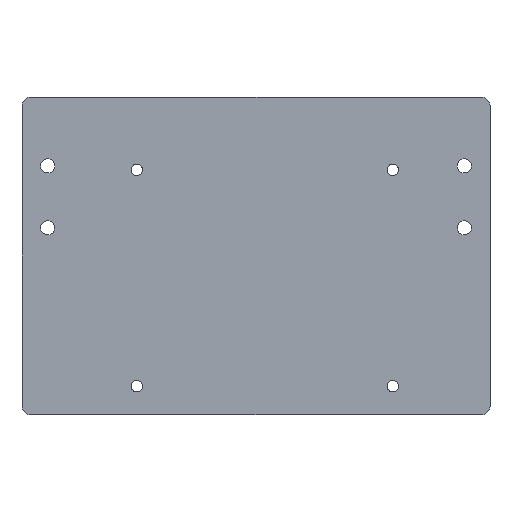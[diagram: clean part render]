
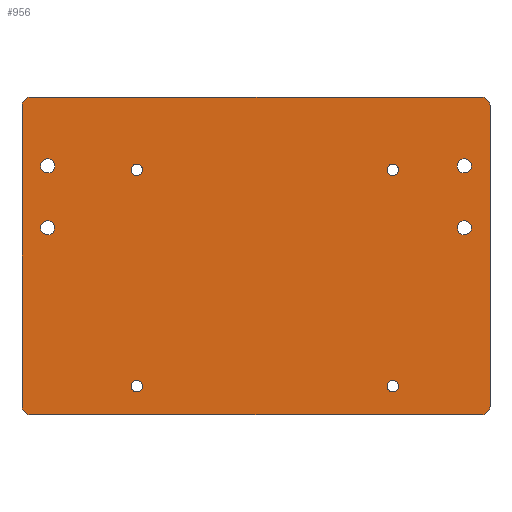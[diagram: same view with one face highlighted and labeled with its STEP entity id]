
A CAD part, front view. The second image highlights one B-rep face of the part: STEP entity #956.
In plain terms, the highlighted planar face has unit normal (0, -1, 0).
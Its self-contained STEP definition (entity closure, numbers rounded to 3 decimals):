
#16=FACE_BOUND('',#173,.T.);
#17=FACE_BOUND('',#174,.T.);
#18=FACE_BOUND('',#175,.T.);
#19=FACE_BOUND('',#176,.T.);
#20=FACE_BOUND('',#177,.T.);
#21=FACE_BOUND('',#178,.T.);
#22=FACE_BOUND('',#179,.T.);
#23=FACE_BOUND('',#180,.T.);
#59=CIRCLE('',#1035,2.);
#60=CIRCLE('',#1038,2.);
#61=CIRCLE('',#1039,2.);
#62=CIRCLE('',#1040,2.);
#63=CIRCLE('',#1041,1.6);
#64=CIRCLE('',#1042,1.6);
#65=CIRCLE('',#1043,1.6);
#66=CIRCLE('',#1044,1.6);
#67=CIRCLE('',#1045,1.3);
#68=CIRCLE('',#1046,1.3);
#69=CIRCLE('',#1047,1.3);
#70=CIRCLE('',#1048,1.3);
#120=FACE_OUTER_BOUND('',#172,.T.);
#172=EDGE_LOOP('',(#695,#696,#697,#698,#699,#700,#701,#702));
#173=EDGE_LOOP('',(#703));
#174=EDGE_LOOP('',(#704));
#175=EDGE_LOOP('',(#705));
#176=EDGE_LOOP('',(#706));
#177=EDGE_LOOP('',(#707));
#178=EDGE_LOOP('',(#708));
#179=EDGE_LOOP('',(#709));
#180=EDGE_LOOP('',(#710));
#265=LINE('',#1444,#357);
#268=LINE('',#1450,#360);
#269=LINE('',#1454,#361);
#270=LINE('',#1458,#362);
#357=VECTOR('',#1168,10.);
#360=VECTOR('',#1173,10.);
#361=VECTOR('',#1176,10.);
#362=VECTOR('',#1179,10.);
#449=VERTEX_POINT('',#1437);
#450=VERTEX_POINT('',#1439);
#451=VERTEX_POINT('',#1443);
#453=VERTEX_POINT('',#1449);
#454=VERTEX_POINT('',#1451);
#455=VERTEX_POINT('',#1453);
#456=VERTEX_POINT('',#1455);
#457=VERTEX_POINT('',#1457);
#458=VERTEX_POINT('',#1460);
#459=VERTEX_POINT('',#1462);
#460=VERTEX_POINT('',#1464);
#461=VERTEX_POINT('',#1466);
#462=VERTEX_POINT('',#1468);
#463=VERTEX_POINT('',#1470);
#464=VERTEX_POINT('',#1472);
#465=VERTEX_POINT('',#1474);
#545=EDGE_CURVE('',#449,#450,#59,.T.);
#547=EDGE_CURVE('',#450,#451,#265,.T.);
#550=EDGE_CURVE('',#449,#453,#268,.T.);
#551=EDGE_CURVE('',#454,#453,#60,.T.);
#552=EDGE_CURVE('',#455,#454,#269,.T.);
#553=EDGE_CURVE('',#456,#455,#61,.T.);
#554=EDGE_CURVE('',#457,#456,#270,.T.);
#555=EDGE_CURVE('',#451,#457,#62,.T.);
#556=EDGE_CURVE('',#458,#458,#63,.T.);
#557=EDGE_CURVE('',#459,#459,#64,.T.);
#558=EDGE_CURVE('',#460,#460,#65,.T.);
#559=EDGE_CURVE('',#461,#461,#66,.T.);
#560=EDGE_CURVE('',#462,#462,#67,.T.);
#561=EDGE_CURVE('',#463,#463,#68,.T.);
#562=EDGE_CURVE('',#464,#464,#69,.T.);
#563=EDGE_CURVE('',#465,#465,#70,.T.);
#695=ORIENTED_EDGE('',*,*,#545,.F.);
#696=ORIENTED_EDGE('',*,*,#550,.T.);
#697=ORIENTED_EDGE('',*,*,#551,.F.);
#698=ORIENTED_EDGE('',*,*,#552,.F.);
#699=ORIENTED_EDGE('',*,*,#553,.F.);
#700=ORIENTED_EDGE('',*,*,#554,.F.);
#701=ORIENTED_EDGE('',*,*,#555,.F.);
#702=ORIENTED_EDGE('',*,*,#547,.F.);
#703=ORIENTED_EDGE('',*,*,#556,.T.);
#704=ORIENTED_EDGE('',*,*,#557,.T.);
#705=ORIENTED_EDGE('',*,*,#558,.T.);
#706=ORIENTED_EDGE('',*,*,#559,.T.);
#707=ORIENTED_EDGE('',*,*,#560,.T.);
#708=ORIENTED_EDGE('',*,*,#561,.T.);
#709=ORIENTED_EDGE('',*,*,#562,.T.);
#710=ORIENTED_EDGE('',*,*,#563,.T.);
#920=PLANE('',#1037);
#956=ADVANCED_FACE('',(#120,#16,#17,#18,#19,#20,#21,#22,#23),#920,.F.);
#1035=AXIS2_PLACEMENT_3D('',#1440,#1163,#1164);
#1037=AXIS2_PLACEMENT_3D('',#1448,#1171,#1172);
#1038=AXIS2_PLACEMENT_3D('',#1452,#1174,#1175);
#1039=AXIS2_PLACEMENT_3D('',#1456,#1177,#1178);
#1040=AXIS2_PLACEMENT_3D('',#1459,#1180,#1181);
#1041=AXIS2_PLACEMENT_3D('',#1461,#1182,#1183);
#1042=AXIS2_PLACEMENT_3D('',#1463,#1184,#1185);
#1043=AXIS2_PLACEMENT_3D('',#1465,#1186,#1187);
#1044=AXIS2_PLACEMENT_3D('',#1467,#1188,#1189);
#1045=AXIS2_PLACEMENT_3D('',#1469,#1190,#1191);
#1046=AXIS2_PLACEMENT_3D('',#1471,#1192,#1193);
#1047=AXIS2_PLACEMENT_3D('',#1473,#1194,#1195);
#1048=AXIS2_PLACEMENT_3D('',#1475,#1196,#1197);
#1163=DIRECTION('center_axis',(0.,1.,0.));
#1164=DIRECTION('ref_axis',(0.707,0.,0.707));
#1168=DIRECTION('',(0.,0.,-1.));
#1171=DIRECTION('center_axis',(0.,1.,0.));
#1172=DIRECTION('ref_axis',(0.,0.,1.));
#1173=DIRECTION('',(-1.,0.,0.));
#1174=DIRECTION('center_axis',(0.,1.,0.));
#1175=DIRECTION('ref_axis',(-0.707,0.,0.707));
#1176=DIRECTION('',(0.,0.,1.));
#1177=DIRECTION('center_axis',(0.,1.,0.));
#1178=DIRECTION('ref_axis',(-0.707,0.,-0.707));
#1179=DIRECTION('',(-1.,0.,0.));
#1180=DIRECTION('center_axis',(0.,1.,0.));
#1181=DIRECTION('ref_axis',(0.707,0.,-0.707));
#1182=DIRECTION('center_axis',(0.,1.,0.));
#1183=DIRECTION('ref_axis',(-1.,0.,0.));
#1184=DIRECTION('center_axis',(0.,1.,0.));
#1185=DIRECTION('ref_axis',(-1.,0.,0.));
#1186=DIRECTION('center_axis',(0.,1.,0.));
#1187=DIRECTION('ref_axis',(-1.,0.,0.));
#1188=DIRECTION('center_axis',(0.,1.,0.));
#1189=DIRECTION('ref_axis',(-1.,0.,0.));
#1190=DIRECTION('center_axis',(0.,1.,0.));
#1191=DIRECTION('ref_axis',(1.,0.,0.));
#1192=DIRECTION('center_axis',(0.,1.,0.));
#1193=DIRECTION('ref_axis',(1.,0.,0.));
#1194=DIRECTION('center_axis',(0.,1.,0.));
#1195=DIRECTION('ref_axis',(1.,0.,0.));
#1196=DIRECTION('center_axis',(0.,1.,0.));
#1197=DIRECTION('ref_axis',(1.,0.,0.));
#1437=CARTESIAN_POINT('',(104.,0.,10.));
#1439=CARTESIAN_POINT('',(106.,0.,8.));
#1440=CARTESIAN_POINT('Origin',(104.,0.,8.));
#1443=CARTESIAN_POINT('',(106.,0.,-60.));
#1444=CARTESIAN_POINT('',(106.,0.,0.));
#1448=CARTESIAN_POINT('Origin',(53.,0.,-31.));
#1449=CARTESIAN_POINT('',(2.,0.,10.));
#1450=CARTESIAN_POINT('',(106.,0.,10.));
#1451=CARTESIAN_POINT('',(0.,0.,8.));
#1452=CARTESIAN_POINT('Origin',(2.,0.,8.));
#1453=CARTESIAN_POINT('',(0.,0.,-60.));
#1454=CARTESIAN_POINT('',(0.,0.,-62.));
#1455=CARTESIAN_POINT('',(2.,0.,-62.));
#1456=CARTESIAN_POINT('Origin',(2.,0.,-60.));
#1457=CARTESIAN_POINT('',(104.,0.,-62.));
#1458=CARTESIAN_POINT('',(106.,0.,-62.));
#1459=CARTESIAN_POINT('Origin',(104.,0.,-60.));
#1460=CARTESIAN_POINT('',(101.8,0.,-5.6));
#1461=CARTESIAN_POINT('Origin',(100.2,0.,-5.6));
#1462=CARTESIAN_POINT('',(7.4,0.,-5.6));
#1463=CARTESIAN_POINT('Origin',(5.8,0.,-5.6));
#1464=CARTESIAN_POINT('',(101.8,0.,-19.6));
#1465=CARTESIAN_POINT('Origin',(100.2,0.,-19.6));
#1466=CARTESIAN_POINT('',(7.4,0.,-19.6));
#1467=CARTESIAN_POINT('Origin',(5.8,0.,-19.6));
#1468=CARTESIAN_POINT('',(27.3,0.,-6.5));
#1469=CARTESIAN_POINT('Origin',(26.,0.,-6.5));
#1470=CARTESIAN_POINT('',(85.3,0.,-6.5));
#1471=CARTESIAN_POINT('Origin',(84.,0.,-6.5));
#1472=CARTESIAN_POINT('',(27.3,0.,-55.5));
#1473=CARTESIAN_POINT('Origin',(26.,0.,-55.5));
#1474=CARTESIAN_POINT('',(85.3,0.,-55.5));
#1475=CARTESIAN_POINT('Origin',(84.,0.,-55.5));
